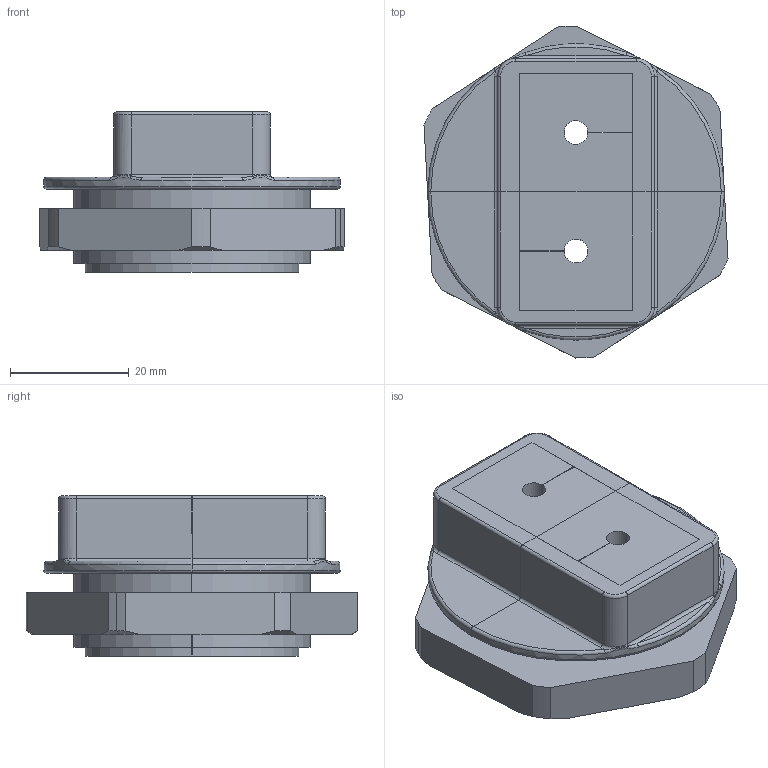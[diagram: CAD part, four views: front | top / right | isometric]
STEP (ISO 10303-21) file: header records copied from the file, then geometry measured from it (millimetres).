
FILE_DESCRIPTION(('STEP AP242'),'1');
FILE_NAME('45715.stp','2020-06-03T13:39:22',('TraceParts'),('TraceParts S.A.'),'Spatial InterOp 3D',' ',' ');
FILE_SCHEMA(('AP242_MANAGED_MODEL_BASED_3D_ENGINEERING_MIM_LF {1 0 10303 442 1 1 4}'));
Length unit declared in the file: millimetre
Products named in the file (1): 45715_1
Bounding box: 51.29 x 56 x 27 mm (x, y, z)
Volume: 27445.6 mm3; surface area: 17707.1 mm2
Topology: 5 solids, 5 shells, 168 faces, 444 edges, 286 vertices
Faces by surface type: plane 90, cylinder 38, torus 20, bspline 12, cone 8
Entity records: 5883 total; most frequent: CARTESIAN_POINT 1699, ORIENTED_EDGE 888, DIRECTION 862, EDGE_CURVE 444, AXIS2_PLACEMENT_3D 301, VERTEX_POINT 286, LINE 260, VECTOR 260
